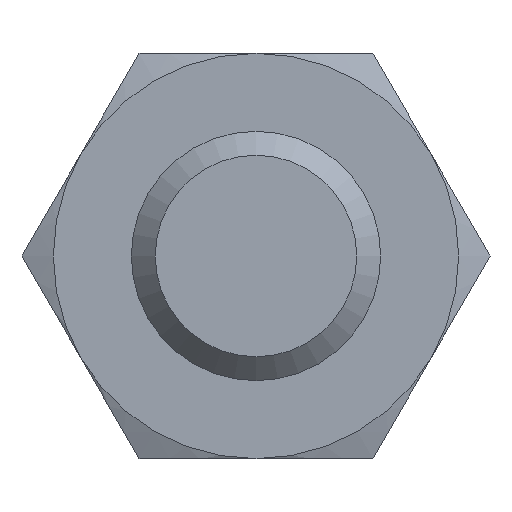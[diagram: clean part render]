
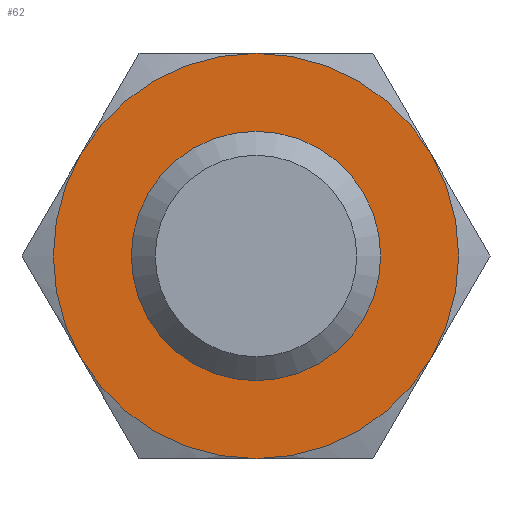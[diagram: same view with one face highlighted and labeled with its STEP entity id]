
A CAD part, front view. The second image highlights one B-rep face of the part: STEP entity #62.
In plain terms, the highlighted planar face has unit normal (0, -1, 0).
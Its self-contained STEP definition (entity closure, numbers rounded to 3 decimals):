
#62 = ADVANCED_FACE( '', ( #139, #140 ), #141, .F. );
#139 = FACE_BOUND( '', #230, .T. );
#140 = FACE_OUTER_BOUND( '', #231, .T. );
#141 = PLANE( '', #232 );
#230 = EDGE_LOOP( '', ( #344 ) );
#231 = EDGE_LOOP( '', ( #345, #346, #347, #348, #349, #350 ) );
#232 = AXIS2_PLACEMENT_3D( '', #351, #352, #353 );
#344 = ORIENTED_EDGE( '', *, *, #525, .F. );
#345 = ORIENTED_EDGE( '', *, *, #526, .T. );
#346 = ORIENTED_EDGE( '', *, *, #504, .T. );
#347 = ORIENTED_EDGE( '', *, *, #527, .T. );
#348 = ORIENTED_EDGE( '', *, *, #528, .T. );
#349 = ORIENTED_EDGE( '', *, *, #529, .T. );
#350 = ORIENTED_EDGE( '', *, *, #530, .T. );
#351 = CARTESIAN_POINT( '', ( 6.5, 0., 0. ) );
#352 = DIRECTION( '', ( 0., 1., 0. ) );
#353 = DIRECTION( '', ( 0., 0., 1. ) );
#504 = EDGE_CURVE( '', #585, #586, #587, .T. );
#525 = EDGE_CURVE( '', #621, #621, #622, .T. );
#526 = EDGE_CURVE( '', #612, #585, #623, .T. );
#527 = EDGE_CURVE( '', #586, #624, #625, .T. );
#528 = EDGE_CURVE( '', #624, #572, #626, .T. );
#529 = EDGE_CURVE( '', #572, #627, #628, .T. );
#530 = EDGE_CURVE( '', #627, #612, #629, .T. );
#572 = VERTEX_POINT( '', #677 );
#585 = VERTEX_POINT( '', #711 );
#586 = VERTEX_POINT( '', #712 );
#587 = CIRCLE( '', #713, 6.5 );
#612 = VERTEX_POINT( '', #749 );
#621 = VERTEX_POINT( '', #779 );
#622 = CIRCLE( '', #780, 3. );
#623 = CIRCLE( '', #781, 6.5 );
#624 = VERTEX_POINT( '', #782 );
#625 = CIRCLE( '', #783, 6.5 );
#626 = CIRCLE( '', #784, 6.5 );
#627 = VERTEX_POINT( '', #785 );
#628 = CIRCLE( '', #786, 6.5 );
#629 = CIRCLE( '', #787, 6.5 );
#677 = CARTESIAN_POINT( '', ( -5.629, 0., 3.25 ) );
#711 = CARTESIAN_POINT( '', ( 5.629, 0., -3.25 ) );
#712 = CARTESIAN_POINT( '', ( 5.629, 0., 3.25 ) );
#713 = AXIS2_PLACEMENT_3D( '', #907, #908, #909 );
#749 = CARTESIAN_POINT( '', ( 0., 0., -6.5 ) );
#779 = CARTESIAN_POINT( '', ( 0., 0., -3. ) );
#780 = AXIS2_PLACEMENT_3D( '', #936, #937, #938 );
#781 = AXIS2_PLACEMENT_3D( '', #939, #940, #941 );
#782 = CARTESIAN_POINT( '', ( 0., 0., 6.5 ) );
#783 = AXIS2_PLACEMENT_3D( '', #942, #943, #944 );
#784 = AXIS2_PLACEMENT_3D( '', #945, #946, #947 );
#785 = CARTESIAN_POINT( '', ( -5.629, 0., -3.25 ) );
#786 = AXIS2_PLACEMENT_3D( '', #948, #949, #950 );
#787 = AXIS2_PLACEMENT_3D( '', #951, #952, #953 );
#907 = CARTESIAN_POINT( '', ( 0., 0., 0. ) );
#908 = DIRECTION( '', ( 0., -1., 0. ) );
#909 = DIRECTION( '', ( 0., 0., -1. ) );
#936 = CARTESIAN_POINT( '', ( 0., 0., 0. ) );
#937 = DIRECTION( '', ( 0., -1., 0. ) );
#938 = DIRECTION( '', ( 0., 0., -1. ) );
#939 = CARTESIAN_POINT( '', ( 0., 0., 0. ) );
#940 = DIRECTION( '', ( 0., -1., 0. ) );
#941 = DIRECTION( '', ( 0., 0., -1. ) );
#942 = CARTESIAN_POINT( '', ( 0., 0., 0. ) );
#943 = DIRECTION( '', ( 0., -1., 0. ) );
#944 = DIRECTION( '', ( 0., 0., -1. ) );
#945 = CARTESIAN_POINT( '', ( 0., 0., 0. ) );
#946 = DIRECTION( '', ( 0., -1., 0. ) );
#947 = DIRECTION( '', ( 0., 0., -1. ) );
#948 = CARTESIAN_POINT( '', ( 0., 0., 0. ) );
#949 = DIRECTION( '', ( 0., -1., 0. ) );
#950 = DIRECTION( '', ( 0., 0., -1. ) );
#951 = CARTESIAN_POINT( '', ( 0., 0., 0. ) );
#952 = DIRECTION( '', ( 0., -1., 0. ) );
#953 = DIRECTION( '', ( 0., 0., -1. ) );
